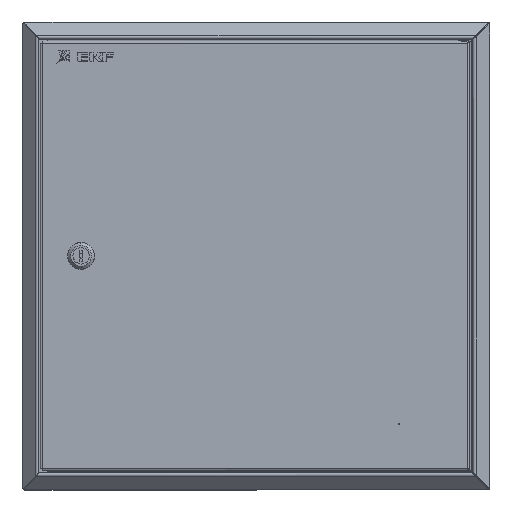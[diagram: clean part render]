
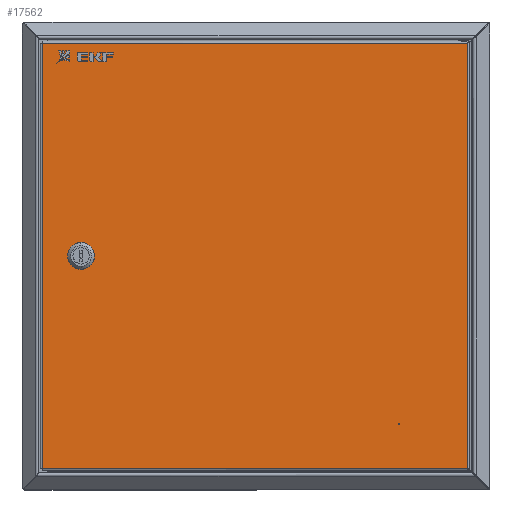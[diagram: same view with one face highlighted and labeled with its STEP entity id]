
A CAD part, top view. The second image highlights one B-rep face of the part: STEP entity #17562.
In plain terms, the highlighted planar face has unit normal (0, 0, 1).
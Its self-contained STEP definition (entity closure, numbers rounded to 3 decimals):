
#352 = EDGE_CURVE ( 'NONE', #823, #27669, #1676, .T. ) ;
#823 = VERTEX_POINT ( 'NONE', #15699 ) ;
#970 = DIRECTION ( 'NONE',  ( 0., 0., 1. ) ) ;
#1013 = EDGE_CURVE ( 'NONE', #13454, #17165, #13188, .T. ) ;
#1302 = DIRECTION ( 'NONE',  ( 0., -1., 0. ) ) ;
#1344 = CIRCLE ( 'NONE', #6449, 9.25 ) ;
#1676 = LINE ( 'NONE', #13701, #18855 ) ;
#1715 = VECTOR ( 'NONE', #17649, 1000. ) ;
#2387 = AXIS2_PLACEMENT_3D ( 'NONE', #7082, #11796, #27520 ) ;
#2531 = LINE ( 'NONE', #15358, #14468 ) ;
#2954 = CARTESIAN_POINT ( 'NONE',  ( 305.4, 40., 0. ) ) ;
#3572 = AXIS2_PLACEMENT_3D ( 'NONE', #14381, #970, #16674 ) ;
#3628 = CARTESIAN_POINT ( 'NONE',  ( 41.8, 187.279, 0. ) ) ;
#4755 = VERTEX_POINT ( 'NONE', #23164 ) ;
#4776 = FACE_OUTER_BOUND ( 'NONE', #5116, .T. ) ;
#4857 = AXIS2_PLACEMENT_3D ( 'NONE', #2954, #18626, #5191 ) ;
#5116 = EDGE_LOOP ( 'NONE', ( #15569, #28578, #13735, #6137 ) ) ;
#5191 = DIRECTION ( 'NONE',  ( -1., 0., 0. ) ) ;
#5816 = ORIENTED_EDGE ( 'NONE', *, *, #9790, .T. ) ;
#6099 = CARTESIAN_POINT ( 'NONE',  ( 0., 1.7, 0. ) ) ;
#6137 = ORIENTED_EDGE ( 'NONE', *, *, #7912, .T. ) ;
#6235 = CARTESIAN_POINT ( 'NONE',  ( 363.7, 365.56, 0. ) ) ;
#6449 = AXIS2_PLACEMENT_3D ( 'NONE', #11730, #27439, #13985 ) ;
#7082 = CARTESIAN_POINT ( 'NONE',  ( 0., 0., 0. ) ) ;
#7208 = EDGE_CURVE ( 'NONE', #27669, #13454, #1344, .T. ) ;
#7912 = EDGE_CURVE ( 'NONE', #28834, #8948, #27986, .T. ) ;
#8948 = VERTEX_POINT ( 'NONE', #26596 ) ;
#9139 = CARTESIAN_POINT ( 'NONE',  ( 305.4, 40., 0. ) ) ;
#9790 = EDGE_CURVE ( 'NONE', #23048, #24375, #23319, .T. ) ;
#9793 = ORIENTED_EDGE ( 'NONE', *, *, #7208, .F. ) ;
#10772 = FACE_BOUND ( 'NONE', #16628, .T. ) ;
#10824 = LINE ( 'NONE', #22732, #25177 ) ;
#11395 = DIRECTION ( 'NONE',  ( -1., 0., 0. ) ) ;
#11730 = CARTESIAN_POINT ( 'NONE',  ( 33.3, 183.63, 0. ) ) ;
#11789 = ORIENTED_EDGE ( 'NONE', *, *, #352, .F. ) ;
#11796 = DIRECTION ( 'NONE',  ( 0., 0., -1. ) ) ;
#12182 = DIRECTION ( 'NONE',  ( 0., 1., 0. ) ) ;
#12289 = EDGE_LOOP ( 'NONE', ( #11789, #21162, #28415, #9793 ) ) ;
#12672 = CARTESIAN_POINT ( 'NONE',  ( 41.8, 187.279, 0. ) ) ;
#13188 = LINE ( 'NONE', #12672, #18444 ) ;
#13454 = VERTEX_POINT ( 'NONE', #28294 ) ;
#13701 = CARTESIAN_POINT ( 'NONE',  ( 24.8, 187.279, 0. ) ) ;
#13735 = ORIENTED_EDGE ( 'NONE', *, *, #14107, .T. ) ;
#13985 = DIRECTION ( 'NONE',  ( 1., 0., 0. ) ) ;
#14107 = EDGE_CURVE ( 'NONE', #4755, #28834, #2531, .T. ) ;
#14381 = CARTESIAN_POINT ( 'NONE',  ( 33.3, 183.63, 0. ) ) ;
#14468 = VECTOR ( 'NONE', #17604, 1000. ) ;
#15358 = CARTESIAN_POINT ( 'NONE',  ( 0., 0., 0. ) ) ;
#15558 = CIRCLE ( 'NONE', #19902, 0.5 ) ;
#15569 = ORIENTED_EDGE ( 'NONE', *, *, #16741, .T. ) ;
#15699 = CARTESIAN_POINT ( 'NONE',  ( 24.8, 187.279, 0. ) ) ;
#15923 = CARTESIAN_POINT ( 'NONE',  ( 304.9, 40., 0. ) ) ;
#16628 = EDGE_LOOP ( 'NONE', ( #27685, #5816 ) ) ;
#16674 = DIRECTION ( 'NONE',  ( 1., 0., 0. ) ) ;
#16741 = EDGE_CURVE ( 'NONE', #8948, #27272, #25559, .T. ) ;
#16942 = EDGE_CURVE ( 'NONE', #27272, #4755, #10824, .T. ) ;
#17112 = CARTESIAN_POINT ( 'NONE',  ( 305.9, 40., 0. ) ) ;
#17165 = VERTEX_POINT ( 'NONE', #3628 ) ;
#17562 = ADVANCED_FACE ( 'NONE', ( #10772, #28689, #4776 ), #25236, .F. ) ;
#17604 = DIRECTION ( 'NONE',  ( 0., -1., 0. ) ) ;
#17649 = DIRECTION ( 'NONE',  ( 0., 1., 0. ) ) ;
#18444 = VECTOR ( 'NONE', #12182, 1000. ) ;
#18626 = DIRECTION ( 'NONE',  ( 0., 0., -1. ) ) ;
#18855 = VECTOR ( 'NONE', #1302, 1000. ) ;
#19902 = AXIS2_PLACEMENT_3D ( 'NONE', #9139, #24823, #11395 ) ;
#20368 = DIRECTION ( 'NONE',  ( -1., 0., 0. ) ) ;
#21162 = ORIENTED_EDGE ( 'NONE', *, *, #25392, .F. ) ;
#21614 = CARTESIAN_POINT ( 'NONE',  ( 24.8, 179.981, 0. ) ) ;
#21984 = VECTOR ( 'NONE', #26311, 1000. ) ;
#22732 = CARTESIAN_POINT ( 'NONE',  ( 364.523, 365.56, 0. ) ) ;
#23048 = VERTEX_POINT ( 'NONE', #17112 ) ;
#23164 = CARTESIAN_POINT ( 'NONE',  ( 0., 365.56, 0. ) ) ;
#23319 = CIRCLE ( 'NONE', #4857, 0.5 ) ;
#24375 = VERTEX_POINT ( 'NONE', #15923 ) ;
#24823 = DIRECTION ( 'NONE',  ( 0., 0., -1. ) ) ;
#25177 = VECTOR ( 'NONE', #20368, 1000. ) ;
#25236 = PLANE ( 'NONE',  #2387 ) ;
#25392 = EDGE_CURVE ( 'NONE', #17165, #823, #28760, .T. ) ;
#25559 = LINE ( 'NONE', #28848, #1715 ) ;
#26285 = EDGE_CURVE ( 'NONE', #24375, #23048, #15558, .T. ) ;
#26311 = DIRECTION ( 'NONE',  ( 1., 0., 0. ) ) ;
#26596 = CARTESIAN_POINT ( 'NONE',  ( 363.7, 1.7, 0. ) ) ;
#27272 = VERTEX_POINT ( 'NONE', #6235 ) ;
#27439 = DIRECTION ( 'NONE',  ( 0., 0., 1. ) ) ;
#27520 = DIRECTION ( 'NONE',  ( -1., 0., 0. ) ) ;
#27570 = CARTESIAN_POINT ( 'NONE',  ( 0., 1.7, 0. ) ) ;
#27669 = VERTEX_POINT ( 'NONE', #21614 ) ;
#27685 = ORIENTED_EDGE ( 'NONE', *, *, #26285, .T. ) ;
#27986 = LINE ( 'NONE', #6099, #21984 ) ;
#28294 = CARTESIAN_POINT ( 'NONE',  ( 41.8, 179.981, 0. ) ) ;
#28415 = ORIENTED_EDGE ( 'NONE', *, *, #1013, .F. ) ;
#28578 = ORIENTED_EDGE ( 'NONE', *, *, #16942, .T. ) ;
#28689 = FACE_BOUND ( 'NONE', #12289, .T. ) ;
#28760 = CIRCLE ( 'NONE', #3572, 9.25 ) ;
#28834 = VERTEX_POINT ( 'NONE', #27570 ) ;
#28848 = CARTESIAN_POINT ( 'NONE',  ( 363.7, 0.877, 0. ) ) ;
